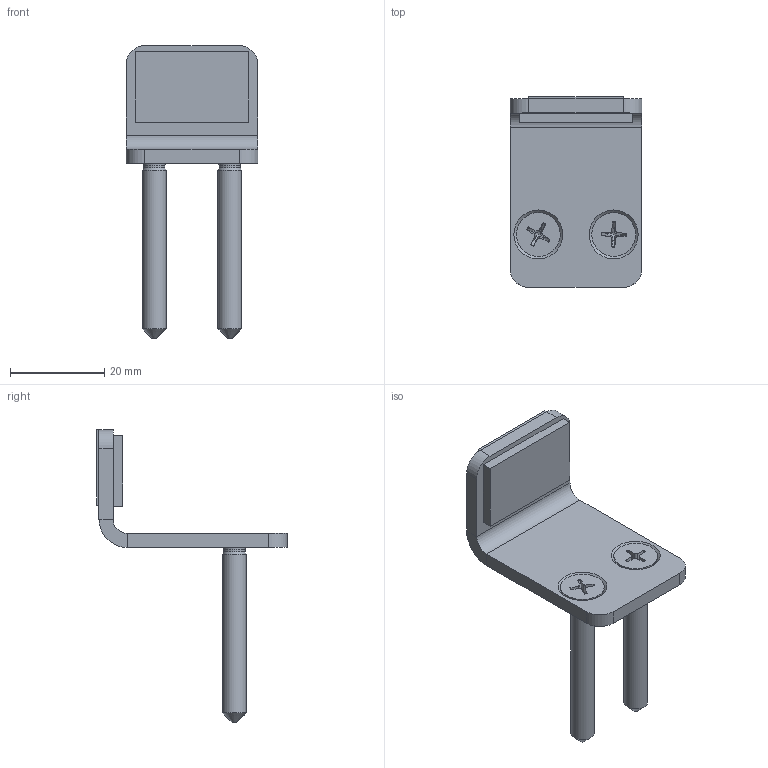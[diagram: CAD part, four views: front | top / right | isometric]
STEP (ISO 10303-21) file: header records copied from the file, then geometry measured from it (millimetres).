
FILE_DESCRIPTION(/* description */ ('Equerre butée inox'),/* implementation_level */ '2;1');
FILE_NAME(/* name */ '9144.stp',/* time_stamp */ '2019-08-05T09:47:24+02:00',/* author */ ('DOMINIQUE'),/* organization */ (''),/* preprocessor_version */ 'ST-DEVELOPER v17.2',/* originating_system */ 'Autodesk Inventor 2019',/* authorisation */ '');
FILE_SCHEMA (('AUTOMOTIVE_DESIGN { 1 0 10303 214 3 1 1 }'));
Length unit declared in the file: millimetre
Products named in the file (5): 9144; 24252; 23198; 24240; 06117
Assembly tree (5 placements, depth 2):
  9144
    24252
    23198
    24240
    06117  x2
Bounding box: 28 x 40.5 x 62.13 mm (x, y, z)
Volume: 7219.8 mm3; surface area: 6897.9 mm2
Topology: 5 solids, 5 shells, 94 faces, 252 edges, 168 vertices
Faces by surface type: plane 44, cone 26, cylinder 14, torus 10
Full cylindrical faces by diameter (mm): 4.509 x2, 5 x2, 5.5 x2, 9.3 x2
Entity records: 2240 total; most frequent: CARTESIAN_POINT 487, DIRECTION 341, ORIENTED_EDGE 328, EDGE_CURVE 164, AXIS2_PLACEMENT_3D 131, VERTEX_POINT 109, LINE 79, VECTOR 79
